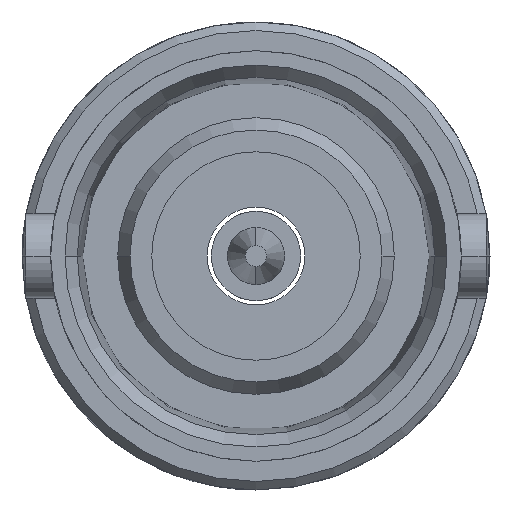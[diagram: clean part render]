
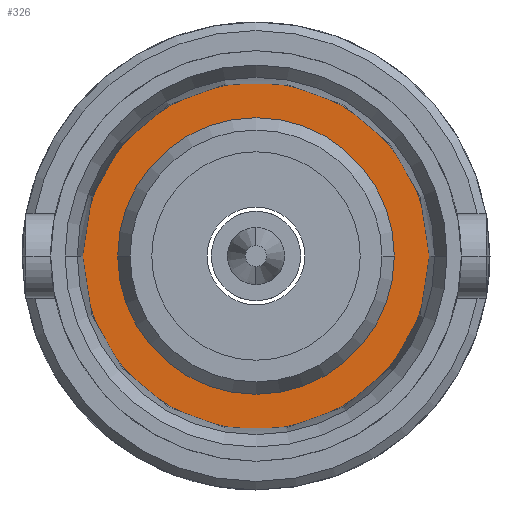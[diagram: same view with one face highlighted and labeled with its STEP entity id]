
A CAD part, left-side view. The second image highlights one B-rep face of the part: STEP entity #326.
In plain terms, the highlighted planar face has unit normal (-1, 0, 0).
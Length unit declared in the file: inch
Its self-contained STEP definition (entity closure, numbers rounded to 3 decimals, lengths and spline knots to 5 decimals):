
#31 = CARTESIAN_POINT ( 'NONE',  ( 0.62992, 0.12795, 0. ) ) ;
#58 = CARTESIAN_POINT ( 'NONE',  ( 0.62992, 0., 0. ) ) ;
#103 = ORIENTED_EDGE ( 'NONE', *, *, #2502, .F. ) ;
#195 = ORIENTED_EDGE ( 'NONE', *, *, #2055, .T. ) ;
#274 = EDGE_CURVE ( 'NONE', #523, #1346, #1521, .T. ) ;
#326 = ADVANCED_FACE ( 'NONE', ( #2413, #2679 ), #1165, .T. ) ;
#358 = DIRECTION ( 'NONE',  ( 0., 1., 0. ) ) ;
#380 = ORIENTED_EDGE ( 'NONE', *, *, #1202, .F. ) ;
#522 = AXIS2_PLACEMENT_3D ( 'NONE', #58, #1063, #358 ) ;
#523 = VERTEX_POINT ( 'NONE', #2272 ) ;
#527 = CARTESIAN_POINT ( 'NONE',  ( 0.62992, 0., 0. ) ) ;
#576 = CARTESIAN_POINT ( 'NONE',  ( 0.62992, -0.12795, 0. ) ) ;
#587 = ORIENTED_EDGE ( 'NONE', *, *, #274, .F. ) ;
#634 = AXIS2_PLACEMENT_3D ( 'NONE', #2174, #2931, #2900 ) ;
#674 = DIRECTION ( 'NONE',  ( 0., 1., 0. ) ) ;
#692 = CIRCLE ( 'NONE', #3055, 0.16043 ) ;
#708 = DIRECTION ( 'NONE',  ( -1., 0., 0. ) ) ;
#851 = CIRCLE ( 'NONE', #1526, 0.12795 ) ;
#1047 = DIRECTION ( 'NONE',  ( 0., -1., 0. ) ) ;
#1063 = DIRECTION ( 'NONE',  ( 1., 0., 0. ) ) ;
#1165 = PLANE ( 'NONE',  #634 ) ;
#1202 = EDGE_CURVE ( 'NONE', #2100, #2480, #2677, .T. ) ;
#1263 = EDGE_LOOP ( 'NONE', ( #195, #587 ) ) ;
#1346 = VERTEX_POINT ( 'NONE', #2312 ) ;
#1369 = EDGE_LOOP ( 'NONE', ( #103, #380 ) ) ;
#1521 = CIRCLE ( 'NONE', #522, 0.16043 ) ;
#1526 = AXIS2_PLACEMENT_3D ( 'NONE', #1758, #1541, #1047 ) ;
#1541 = DIRECTION ( 'NONE',  ( -1., 0., 0. ) ) ;
#1758 = CARTESIAN_POINT ( 'NONE',  ( 0.62992, 0., 0. ) ) ;
#2055 = EDGE_CURVE ( 'NONE', #523, #1346, #692, .T. ) ;
#2100 = VERTEX_POINT ( 'NONE', #31 ) ;
#2174 = CARTESIAN_POINT ( 'NONE',  ( 0.62992, 0., 0. ) ) ;
#2272 = CARTESIAN_POINT ( 'NONE',  ( 0.62992, 0.16043, 0. ) ) ;
#2312 = CARTESIAN_POINT ( 'NONE',  ( 0.62992, -0.16043, 0. ) ) ;
#2413 = FACE_BOUND ( 'NONE', #1369, .T. ) ;
#2414 = CARTESIAN_POINT ( 'NONE',  ( 0.62992, 0., 0. ) ) ;
#2480 = VERTEX_POINT ( 'NONE', #576 ) ;
#2502 = EDGE_CURVE ( 'NONE', #2480, #2100, #851, .T. ) ;
#2677 = CIRCLE ( 'NONE', #2993, 0.12795 ) ;
#2679 = FACE_OUTER_BOUND ( 'NONE', #1263, .T. ) ;
#2804 = DIRECTION ( 'NONE',  ( 0., 1., 0. ) ) ;
#2900 = DIRECTION ( 'NONE',  ( 0., 0., 1. ) ) ;
#2931 = DIRECTION ( 'NONE',  ( -1., 0., 0. ) ) ;
#2993 = AXIS2_PLACEMENT_3D ( 'NONE', #2414, #708, #674 ) ;
#3051 = DIRECTION ( 'NONE',  ( -1., 0., 0. ) ) ;
#3055 = AXIS2_PLACEMENT_3D ( 'NONE', #527, #3051, #2804 ) ;
